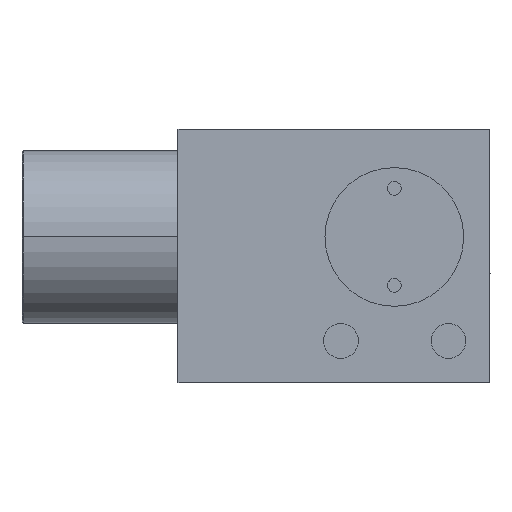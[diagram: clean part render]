
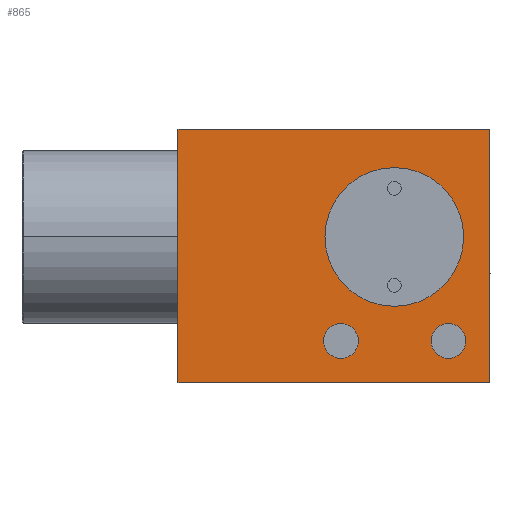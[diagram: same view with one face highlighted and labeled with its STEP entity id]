
A CAD part, left-side view. The second image highlights one B-rep face of the part: STEP entity #865.
In plain terms, the highlighted planar face has unit normal (-1, 0, 0).
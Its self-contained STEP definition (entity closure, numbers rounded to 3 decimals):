
#315 = CIRCLE ( 'NONE', #8913, 2.5 ) ;
#326 = CIRCLE ( 'NONE', #8917, 10. ) ;
#442 = CIRCLE ( 'NONE', #8936, 2.5 ) ;
#481 = LINE ( 'NONE', #5915, #482 ) ;
#482 = VECTOR ( 'NONE', #5916, 1000. ) ;
#733 = CIRCLE ( 'NONE', #8954, 2.5 ) ;
#735 = LINE ( 'NONE', #2827, #737 ) ;
#737 = VECTOR ( 'NONE', #2828, 1000. ) ;
#752 = CIRCLE ( 'NONE', #8961, 2.5 ) ;
#762 = LINE ( 'NONE', #2877, #765 ) ;
#765 = VECTOR ( 'NONE', #2878, 1000. ) ;
#770 = LINE ( 'NONE', #11911, #773 ) ;
#773 = VECTOR ( 'NONE', #11912, 1000. ) ;
#789 = CIRCLE ( 'NONE', #8972, 10. ) ;
#865 = ADVANCED_FACE ( 'NONE', ( #1472, #1476, #1473, #1475 ), #2156, .F. ) ;
#1472 = FACE_BOUND ( 'NONE', #10549, .T. ) ;
#1473 = FACE_BOUND ( 'NONE', #10547, .T. ) ;
#1475 = FACE_BOUND ( 'NONE', #6790, .T. ) ;
#1476 = FACE_OUTER_BOUND ( 'NONE', #6953, .T. ) ;
#2151 = DIRECTION ( 'NONE',  ( 1., 0., 0. ) ) ;
#2155 = CARTESIAN_POINT ( 'NONE',  ( -49.5, 22.5, 36.5 ) ) ;
#2156 = PLANE ( 'NONE',  #9695 ) ;
#2157 = DIRECTION ( 'NONE',  ( 0., 1., 0. ) ) ;
#2827 = CARTESIAN_POINT ( 'NONE',  ( -49.5, 22.5, 36.5 ) ) ;
#2828 = DIRECTION ( 'NONE',  ( 0., -1., 0. ) ) ;
#2829 = CARTESIAN_POINT ( 'NONE',  ( -49.5, -1., 6. ) ) ;
#2830 = DIRECTION ( 'NONE',  ( 1., 0., 0. ) ) ;
#2831 = DIRECTION ( 'NONE',  ( 0., 0., -1. ) ) ;
#2864 = CARTESIAN_POINT ( 'NONE',  ( -49.5, -16.5, 6. ) ) ;
#2865 = DIRECTION ( 'NONE',  ( 1., 0., 0. ) ) ;
#2866 = DIRECTION ( 'NONE',  ( 0., 0., -1. ) ) ;
#2877 = CARTESIAN_POINT ( 'NONE',  ( -49.5, 22.5, 36.5 ) ) ;
#2878 = DIRECTION ( 'NONE',  ( 0., 0., -1. ) ) ;
#3656 = CARTESIAN_POINT ( 'NONE',  ( -49.5, -22.5, 36.5 ) ) ;
#4956 = CARTESIAN_POINT ( 'NONE',  ( -49.5, 22.5, 0. ) ) ;
#4965 = CARTESIAN_POINT ( 'NONE',  ( -49.5, -22.5, 0. ) ) ;
#4975 = CARTESIAN_POINT ( 'NONE',  ( -49.5, 22.5, 36.5 ) ) ;
#5014 = CARTESIAN_POINT ( 'NONE',  ( -49.5, -16.5, 8.5 ) ) ;
#5017 = CARTESIAN_POINT ( 'NONE',  ( -49.5, -8.7, 31. ) ) ;
#5021 = CARTESIAN_POINT ( 'NONE',  ( -49.5, -8.7, 11. ) ) ;
#5034 = CARTESIAN_POINT ( 'NONE',  ( -49.5, -1., 3.5 ) ) ;
#5036 = CARTESIAN_POINT ( 'NONE',  ( -49.5, -1., 8.5 ) ) ;
#5039 = CARTESIAN_POINT ( 'NONE',  ( -49.5, -16.5, 3.5 ) ) ;
#5257 = CARTESIAN_POINT ( 'NONE',  ( -49.5, -16.5, 6. ) ) ;
#5258 = DIRECTION ( 'NONE',  ( 1., 0., 0. ) ) ;
#5259 = DIRECTION ( 'NONE',  ( 0., 0., -1. ) ) ;
#5278 = CARTESIAN_POINT ( 'NONE',  ( -49.5, -8.7, 21. ) ) ;
#5279 = DIRECTION ( 'NONE',  ( 1., 0., 0. ) ) ;
#5280 = DIRECTION ( 'NONE',  ( 0., 0., -1. ) ) ;
#5646 = CARTESIAN_POINT ( 'NONE',  ( -49.5, -1., 6. ) ) ;
#5647 = DIRECTION ( 'NONE',  ( 1., 0., 0. ) ) ;
#5648 = DIRECTION ( 'NONE',  ( 0., 0., -1. ) ) ;
#5915 = CARTESIAN_POINT ( 'NONE',  ( -49.5, -22.5, 36.5 ) ) ;
#5916 = DIRECTION ( 'NONE',  ( 0., 0., -1. ) ) ;
#6553 = VERTEX_POINT ( 'NONE', #3656 ) ;
#6702 = VERTEX_POINT ( 'NONE', #4956 ) ;
#6711 = VERTEX_POINT ( 'NONE', #4965 ) ;
#6721 = VERTEX_POINT ( 'NONE', #4975 ) ;
#6790 = EDGE_LOOP ( 'NONE', ( #10683, #10684 ) ) ;
#6924 = VERTEX_POINT ( 'NONE', #5014 ) ;
#6927 = VERTEX_POINT ( 'NONE', #5017 ) ;
#6931 = VERTEX_POINT ( 'NONE', #5021 ) ;
#6944 = VERTEX_POINT ( 'NONE', #5034 ) ;
#6946 = VERTEX_POINT ( 'NONE', #5036 ) ;
#6949 = VERTEX_POINT ( 'NONE', #5039 ) ;
#6953 = EDGE_LOOP ( 'NONE', ( #10677, #10678, #10679, #10680 ) ) ;
#7589 = EDGE_CURVE ( 'NONE', #6924, #6949, #315, .T. ) ;
#7597 = EDGE_CURVE ( 'NONE', #6927, #6931, #326, .T. ) ;
#7679 = EDGE_CURVE ( 'NONE', #6946, #6944, #442, .T. ) ;
#7709 = EDGE_CURVE ( 'NONE', #6553, #6711, #481, .T. ) ;
#8913 = AXIS2_PLACEMENT_3D ( 'NONE', #5257, #5258, #5259 ) ;
#8917 = AXIS2_PLACEMENT_3D ( 'NONE', #5278, #5279, #5280 ) ;
#8936 = AXIS2_PLACEMENT_3D ( 'NONE', #5646, #5647, #5648 ) ;
#8954 = AXIS2_PLACEMENT_3D ( 'NONE', #2829, #2830, #2831 ) ;
#8961 = AXIS2_PLACEMENT_3D ( 'NONE', #2864, #2865, #2866 ) ;
#8972 = AXIS2_PLACEMENT_3D ( 'NONE', #11945, #11946, #11947 ) ;
#9695 = AXIS2_PLACEMENT_3D ( 'NONE', #2155, #2151, #2157 ) ;
#9757 = EDGE_CURVE ( 'NONE', #6944, #6946, #733, .T. ) ;
#9759 = EDGE_CURVE ( 'NONE', #6721, #6553, #735, .T. ) ;
#9770 = EDGE_CURVE ( 'NONE', #6949, #6924, #752, .T. ) ;
#9777 = EDGE_CURVE ( 'NONE', #6721, #6702, #762, .T. ) ;
#9782 = EDGE_CURVE ( 'NONE', #6702, #6711, #770, .T. ) ;
#9794 = EDGE_CURVE ( 'NONE', #6931, #6927, #789, .T. ) ;
#10547 = EDGE_LOOP ( 'NONE', ( #10681, #10682 ) ) ;
#10549 = EDGE_LOOP ( 'NONE', ( #10675, #10676 ) ) ;
#10675 = ORIENTED_EDGE ( 'NONE', *, *, #7589, .T. ) ;
#10676 = ORIENTED_EDGE ( 'NONE', *, *, #9770, .T. ) ;
#10677 = ORIENTED_EDGE ( 'NONE', *, *, #9782, .T. ) ;
#10678 = ORIENTED_EDGE ( 'NONE', *, *, #7709, .F. ) ;
#10679 = ORIENTED_EDGE ( 'NONE', *, *, #9759, .F. ) ;
#10680 = ORIENTED_EDGE ( 'NONE', *, *, #9777, .T. ) ;
#10681 = ORIENTED_EDGE ( 'NONE', *, *, #7597, .T. ) ;
#10682 = ORIENTED_EDGE ( 'NONE', *, *, #9794, .T. ) ;
#10683 = ORIENTED_EDGE ( 'NONE', *, *, #7679, .T. ) ;
#10684 = ORIENTED_EDGE ( 'NONE', *, *, #9757, .T. ) ;
#11911 = CARTESIAN_POINT ( 'NONE',  ( -49.5, 22.5, 0. ) ) ;
#11912 = DIRECTION ( 'NONE',  ( 0., -1., 0. ) ) ;
#11945 = CARTESIAN_POINT ( 'NONE',  ( -49.5, -8.7, 21. ) ) ;
#11946 = DIRECTION ( 'NONE',  ( 1., 0., 0. ) ) ;
#11947 = DIRECTION ( 'NONE',  ( 0., 0., -1. ) ) ;
